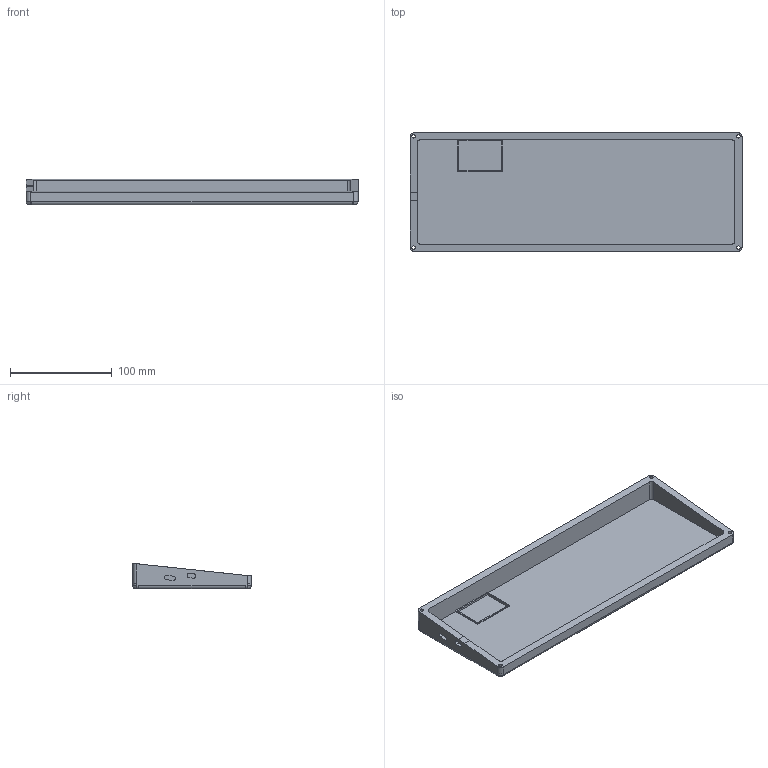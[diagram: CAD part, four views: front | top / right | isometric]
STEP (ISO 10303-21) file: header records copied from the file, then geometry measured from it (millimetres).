
FILE_DESCRIPTION(/* description */ (''),/* implementation_level */ '2;1');
FILE_NAME(/* name */ 'Base.step',/* time_stamp */ '2025-07-23T14:17:57+05:30',/* author */ (''),/* organization */ (''),/* preprocessor_version */ 'ST-DEVELOPER v20.1',/* originating_system */ 'Autodesk Translation Framework v14.10.0.0',/* authorisation */ '');
FILE_SCHEMA (('AUTOMOTIVE_DESIGN { 1 0 10303 214 3 1 1 }'));
Length unit declared in the file: millimetre
Products named in the file (2): KillerBoard; Base
Assembly tree (1 placements, depth 2):
  KillerBoard
    Base
Bounding box: 326.2 x 116.4 x 25 mm (x, y, z)
Volume: 203986 mm3; surface area: 105672 mm2
Topology: 1 solids, 1 shells, 83 faces, 212 edges, 136 vertices
Faces by surface type: cylinder 40, plane 39, bspline 4
Full cylindrical faces by diameter (mm): 3.4 x4, 4.4 x4, 8.2 x4
Entity records: 2736 total; most frequent: CARTESIAN_POINT 603, DIRECTION 438, ORIENTED_EDGE 424, EDGE_CURVE 212, AXIS2_PLACEMENT_3D 157, VERTEX_POINT 136, LINE 124, VECTOR 124
